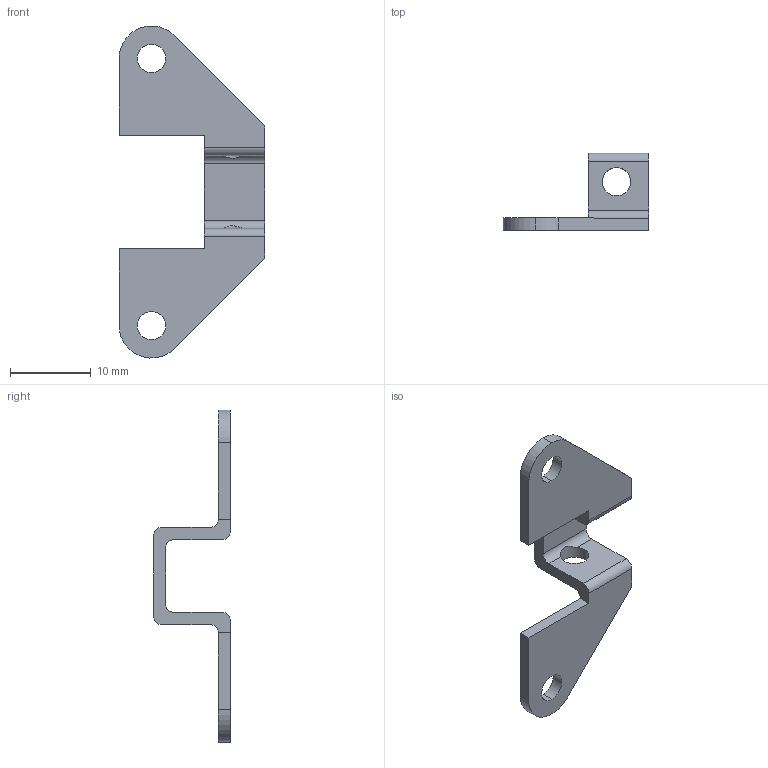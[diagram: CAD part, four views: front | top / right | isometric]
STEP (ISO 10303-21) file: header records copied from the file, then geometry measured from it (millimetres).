
FILE_DESCRIPTION (( 'STEP AP203' ), '1' );
FILE_NAME ('_Basic component GN 832.2-55-A-ST-G_Default_sldprt.STEP', '2021-04-13T21:45:11', ( '' ), ( '' ), 'SwSTEP 2.0', 'SolidWorks 2020', '' );
FILE_SCHEMA (( 'CONFIG_CONTROL_DESIGN' ));
Length unit declared in the file: metre
Products named in the file (1): _Basic component GN 832.2-55-A-ST-G_Default_sldprt
Bounding box: 18 x 9.5 x 40.99 mm (x, y, z)
Volume: 768.7 mm3; surface area: 1295.4 mm2
Topology: 1 solids, 1 shells, 37 faces, 109 edges, 72 vertices
Faces by surface type: cylinder 19, plane 18
Entity records: 1370 total; most frequent: CARTESIAN_POINT 253, DIRECTION 223, ORIENTED_EDGE 218, EDGE_CURVE 109, AXIS2_PLACEMENT_3D 78, VERTEX_POINT 72, VECTOR 67, LINE 67
